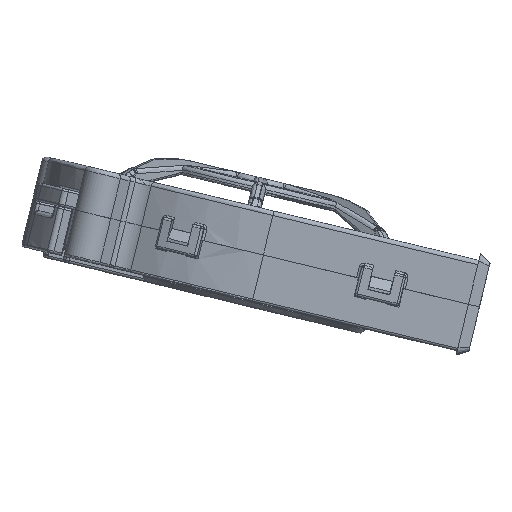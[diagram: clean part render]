
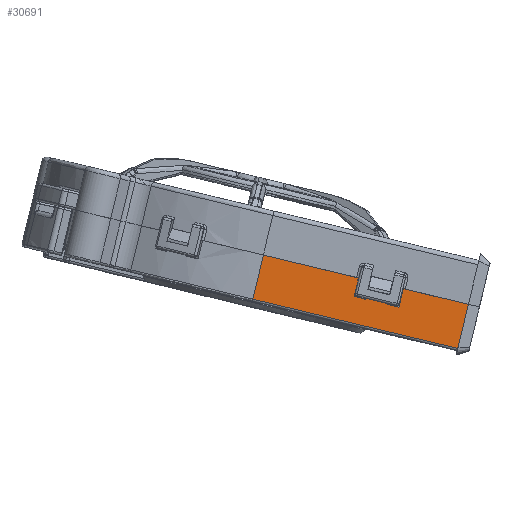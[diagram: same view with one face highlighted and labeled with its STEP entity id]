
A CAD part, front view. The second image highlights one B-rep face of the part: STEP entity #30691.
In plain terms, the highlighted planar face has unit normal (0, -1, 0.001).
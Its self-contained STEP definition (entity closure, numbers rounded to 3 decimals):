
#197 = EDGE_CURVE ( 'NONE', #7669, #55644, #44464, .T. ) ;
#468 = CARTESIAN_POINT ( 'NONE',  ( 1352.523, -383.734, 77.044 ) ) ;
#578 = CARTESIAN_POINT ( 'NONE',  ( 1331.716, -383.722, 82.93 ) ) ;
#1279 = EDGE_CURVE ( 'NONE', #6080, #19500, #5958, .T. ) ;
#1473 = CARTESIAN_POINT ( 'NONE',  ( 1372.984, -383.738, 76.451 ) ) ;
#2601 = CARTESIAN_POINT ( 'NONE',  ( 1346.5, -383.725, 82.809 ) ) ;
#2710 = CARTESIAN_POINT ( 'NONE',  ( 1360.341, -383.734, 77.481 ) ) ;
#3614 = CARTESIAN_POINT ( 'NONE',  ( 1330.16, -383.729, 76.447 ) ) ;
#3876 = ORIENTED_EDGE ( 'NONE', *, *, #30413, .F. ) ;
#4263 = CARTESIAN_POINT ( 'NONE',  ( 1360.341, -383.734, 77.481 ) ) ;
#4711 = EDGE_CURVE ( 'NONE', #7669, #48588, #55782, .T. ) ;
#4811 = ORIENTED_EDGE ( 'NONE', *, *, #18160, .F. ) ;
#5785 = VERTEX_POINT ( 'NONE', #24501 ) ;
#5958 = B_SPLINE_CURVE_WITH_KNOTS ( 'NONE', 3,
 ( #39826, #54599, #12388, #53997 ),
 .UNSPECIFIED., .F., .F.,
 ( 4, 4 ),
 ( 0., 1. ),
 .UNSPECIFIED. ) ;
#6080 = VERTEX_POINT ( 'NONE', #468 ) ;
#6562 = AXIS2_PLACEMENT_3D ( 'NONE', #30618, #34483, #25308 ) ;
#6717 = CARTESIAN_POINT ( 'NONE',  ( 1332.494, -383.718, 86.171 ) ) ;
#7669 = VERTEX_POINT ( 'NONE', #40180 ) ;
#8959 = CARTESIAN_POINT ( 'NONE',  ( 1376.986, -383.744, 72.061 ) ) ;
#9853 = CARTESIAN_POINT ( 'NONE',  ( 1359.816, -383.737, 75.293 ) ) ;
#10189 = CARTESIAN_POINT ( 'NONE',  ( 1332.494, -383.718, 86.171 ) ) ;
#10653 = CARTESIAN_POINT ( 'NONE',  ( 1360.691, -383.738, 75.083 ) ) ;
#11287 = CARTESIAN_POINT ( 'NONE',  ( 1363.422, -383.734, 78.746 ) ) ;
#12388 = CARTESIAN_POINT ( 'NONE',  ( 1354.273, -383.734, 76.623 ) ) ;
#13267 = VERTEX_POINT ( 'NONE', #47333 ) ;
#13527 = VERTEX_POINT ( 'NONE', #21430 ) ;
#13999 = CARTESIAN_POINT ( 'NONE',  ( 1363.095, -383.735, 77.385 ) ) ;
#14304 = ORIENTED_EDGE ( 'NONE', *, *, #18761, .F. ) ;
#14858 = CARTESIAN_POINT ( 'NONE',  ( 1352.85, -383.732, 78.405 ) ) ;
#15048 = VERTEX_POINT ( 'NONE', #34884 ) ;
#16503 = EDGE_CURVE ( 'NONE', #13267, #48588, #55696, .T. ) ;
#17384 = CARTESIAN_POINT ( 'NONE',  ( 1355.674, -383.732, 78.601 ) ) ;
#17397 = CARTESIAN_POINT ( 'NONE',  ( 1357.229, -383.733, 78.228 ) ) ;
#18160 = EDGE_CURVE ( 'NONE', #5785, #48905, #30662, .T. ) ;
#18163 = CARTESIAN_POINT ( 'NONE',  ( 1353.177, -383.73, 79.766 ) ) ;
#18761 = EDGE_CURVE ( 'NONE', #56879, #15048, #26775, .T. ) ;
#19440 = ORIENTED_EDGE ( 'NONE', *, *, #1279, .F. ) ;
#19500 = VERTEX_POINT ( 'NONE', #52893 ) ;
#19526 = CARTESIAN_POINT ( 'NONE',  ( 1362.441, -383.738, 74.662 ) ) ;
#20315 = CARTESIAN_POINT ( 'NONE',  ( 1377.765, -383.74, 75.303 ) ) ;
#20386 = PLANE ( 'NONE',  #6562 ) ;
#21248 = CARTESIAN_POINT ( 'NONE',  ( 1355.498, -383.733, 77.872 ) ) ;
#21430 = CARTESIAN_POINT ( 'NONE',  ( 1377.765, -383.74, 75.303 ) ) ;
#22584 = ORIENTED_EDGE ( 'NONE', *, *, #29679, .F. ) ;
#22596 = B_SPLINE_CURVE_WITH_KNOTS ( 'NONE', 3,
 ( #46276, #18163, #14858, #33081 ),
 .UNSPECIFIED., .F., .F.,
 ( 4, 4 ),
 ( 0., 1. ),
 .UNSPECIFIED. ) ;
#22902 = CARTESIAN_POINT ( 'NONE',  ( 1375.43, -383.752, 65.578 ) ) ;
#24049 = CARTESIAN_POINT ( 'NONE',  ( 1362.768, -383.737, 76.024 ) ) ;
#24501 = CARTESIAN_POINT ( 'NONE',  ( 1360.341, -383.734, 77.481 ) ) ;
#24650 = CARTESIAN_POINT ( 'NONE',  ( 1368.203, -383.736, 77.599 ) ) ;
#25308 = DIRECTION ( 'NONE',  ( -0.972, 0., 0.233 ) ) ;
#25972 = CARTESIAN_POINT ( 'NONE',  ( 1353.503, -383.728, 81.128 ) ) ;
#25977 = VERTEX_POINT ( 'NONE', #37127 ) ;
#26397 = CARTESIAN_POINT ( 'NONE',  ( 1355.148, -383.735, 76.413 ) ) ;
#26500 = CARTESIAN_POINT ( 'NONE',  ( 1375.43, -383.752, 65.578 ) ) ;
#26649 = ORIENTED_EDGE ( 'NONE', *, *, #55154, .F. ) ;
#26775 = B_SPLINE_CURVE_WITH_KNOTS ( 'NONE', 3,
 ( #19526, #24049, #13999, #33439 ),
 .UNSPECIFIED., .F., .F.,
 ( 4, 4 ),
 ( 0., 1. ),
 .UNSPECIFIED. ) ;
#27831 = CARTESIAN_POINT ( 'NONE',  ( 1377.765, -383.74, 75.303 ) ) ;
#29148 = EDGE_LOOP ( 'NONE', ( #3876, #19440, #42783, #47041, #48813, #55474, #26649, #30678, #14304, #22584, #4811, #58229 ) ) ;
#29679 = EDGE_CURVE ( 'NONE', #48905, #56879, #32013, .T. ) ;
#30358 = CARTESIAN_POINT ( 'NONE',  ( 1359.991, -383.736, 76.022 ) ) ;
#30413 = EDGE_CURVE ( 'NONE', #19500, #25977, #53977, .T. ) ;
#30618 = CARTESIAN_POINT ( 'NONE',  ( 1376.289, -383.753, 65.167 ) ) ;
#30662 = B_SPLINE_CURVE_WITH_KNOTS ( 'NONE', 3,
 ( #2710, #45369, #30358, #39781 ),
 .UNSPECIFIED., .F., .F.,
 ( 4, 4 ),
 ( 0., 1. ),
 .UNSPECIFIED. ) ;
#30678 = ORIENTED_EDGE ( 'NONE', *, *, #37834, .F. ) ;
#30691 = ADVANCED_FACE ( 'NONE', ( #37950 ), #20386, .F. ) ;
#31853 = B_SPLINE_CURVE_WITH_KNOTS ( 'NONE', 3,
 ( #11287, #24650, #1473, #20315 ),
 .UNSPECIFIED., .F., .F.,
 ( 4, 4 ),
 ( 0., 1. ),
 .UNSPECIFIED. ) ;
#32013 = B_SPLINE_CURVE_WITH_KNOTS ( 'NONE', 3,
 ( #9853, #10653, #57412, #57624 ),
 .UNSPECIFIED., .F., .F.,
 ( 4, 4 ),
 ( 0., 1. ),
 .UNSPECIFIED. ) ;
#33081 = CARTESIAN_POINT ( 'NONE',  ( 1352.523, -383.734, 77.044 ) ) ;
#33439 = CARTESIAN_POINT ( 'NONE',  ( 1363.422, -383.734, 78.746 ) ) ;
#34483 = DIRECTION ( 'NONE',  ( 0., 1., -0.001 ) ) ;
#34884 = CARTESIAN_POINT ( 'NONE',  ( 1363.422, -383.734, 78.746 ) ) ;
#35811 = B_SPLINE_CURVE_WITH_KNOTS ( 'NONE', 3,
 ( #27831, #8959, #55532, #22902 ),
 .UNSPECIFIED., .F., .F.,
 ( 4, 4 ),
 ( 0., 1. ),
 .UNSPECIFIED. ) ;
#36502 = CARTESIAN_POINT ( 'NONE',  ( 1330.16, -383.729, 76.447 ) ) ;
#36801 = CARTESIAN_POINT ( 'NONE',  ( 1358.785, -383.734, 77.854 ) ) ;
#36922 = CARTESIAN_POINT ( 'NONE',  ( 1362.441, -383.738, 74.662 ) ) ;
#37127 = CARTESIAN_POINT ( 'NONE',  ( 1355.674, -383.732, 78.601 ) ) ;
#37834 = EDGE_CURVE ( 'NONE', #15048, #13527, #31853, .T. ) ;
#37950 = FACE_OUTER_BOUND ( 'NONE', #29148, .T. ) ;
#39781 = CARTESIAN_POINT ( 'NONE',  ( 1359.816, -383.737, 75.293 ) ) ;
#39826 = CARTESIAN_POINT ( 'NONE',  ( 1352.523, -383.734, 77.044 ) ) ;
#40180 = CARTESIAN_POINT ( 'NONE',  ( 1332.494, -383.718, 86.171 ) ) ;
#41835 = CARTESIAN_POINT ( 'NONE',  ( 1360.34, -383.745, 69.201 ) ) ;
#42380 = CARTESIAN_POINT ( 'NONE',  ( 1330.16, -383.729, 76.447 ) ) ;
#42425 = CARTESIAN_POINT ( 'NONE',  ( 1359.816, -383.737, 75.293 ) ) ;
#42783 = ORIENTED_EDGE ( 'NONE', *, *, #50232, .F. ) ;
#44464 = B_SPLINE_CURVE_WITH_KNOTS ( 'NONE', 3,
 ( #6717, #49170, #2601, #25972 ),
 .UNSPECIFIED., .F., .F.,
 ( 4, 4 ),
 ( 0., 1. ),
 .UNSPECIFIED. ) ;
#45369 = CARTESIAN_POINT ( 'NONE',  ( 1360.166, -383.735, 76.751 ) ) ;
#46276 = CARTESIAN_POINT ( 'NONE',  ( 1353.503, -383.728, 81.128 ) ) ;
#47041 = ORIENTED_EDGE ( 'NONE', *, *, #197, .F. ) ;
#47333 = CARTESIAN_POINT ( 'NONE',  ( 1375.43, -383.752, 65.578 ) ) ;
#48588 = VERTEX_POINT ( 'NONE', #3614 ) ;
#48813 = ORIENTED_EDGE ( 'NONE', *, *, #4711, .T. ) ;
#48905 = VERTEX_POINT ( 'NONE', #42425 ) ;
#49170 = CARTESIAN_POINT ( 'NONE',  ( 1339.497, -383.722, 84.49 ) ) ;
#49380 = CARTESIAN_POINT ( 'NONE',  ( 1355.323, -383.734, 77.143 ) ) ;
#50209 = CARTESIAN_POINT ( 'NONE',  ( 1355.674, -383.732, 78.601 ) ) ;
#50232 = EDGE_CURVE ( 'NONE', #55644, #6080, #22596, .T. ) ;
#51339 = B_SPLINE_CURVE_WITH_KNOTS ( 'NONE', 3,
 ( #50209, #17397, #36801, #4263 ),
 .UNSPECIFIED., .F., .F.,
 ( 4, 4 ),
 ( 0., 1. ),
 .UNSPECIFIED. ) ;
#52893 = CARTESIAN_POINT ( 'NONE',  ( 1355.148, -383.735, 76.413 ) ) ;
#53977 = B_SPLINE_CURVE_WITH_KNOTS ( 'NONE', 3,
 ( #26397, #49380, #21248, #17384 ),
 .UNSPECIFIED., .F., .F.,
 ( 4, 4 ),
 ( 0., 1. ),
 .UNSPECIFIED. ) ;
#53997 = CARTESIAN_POINT ( 'NONE',  ( 1355.148, -383.735, 76.413 ) ) ;
#54599 = CARTESIAN_POINT ( 'NONE',  ( 1353.398, -383.734, 76.833 ) ) ;
#55154 = EDGE_CURVE ( 'NONE', #13527, #13267, #35811, .T. ) ;
#55474 = ORIENTED_EDGE ( 'NONE', *, *, #16503, .F. ) ;
#55532 = CARTESIAN_POINT ( 'NONE',  ( 1376.208, -383.748, 68.82 ) ) ;
#55644 = VERTEX_POINT ( 'NONE', #58491 ) ;
#55696 = B_SPLINE_CURVE_WITH_KNOTS ( 'NONE', 3,
 ( #26500, #41835, #55799, #36502 ),
 .UNSPECIFIED., .F., .F.,
 ( 4, 4 ),
 ( 0., 1. ),
 .UNSPECIFIED. ) ;
#55782 = B_SPLINE_CURVE_WITH_KNOTS ( 'NONE', 3,
 ( #10189, #578, #56928, #42380 ),
 .UNSPECIFIED., .F., .F.,
 ( 4, 4 ),
 ( 0., 1. ),
 .UNSPECIFIED. ) ;
#55799 = CARTESIAN_POINT ( 'NONE',  ( 1345.25, -383.738, 72.824 ) ) ;
#56879 = VERTEX_POINT ( 'NONE', #36922 ) ;
#56928 = CARTESIAN_POINT ( 'NONE',  ( 1330.938, -383.726, 79.689 ) ) ;
#57412 = CARTESIAN_POINT ( 'NONE',  ( 1361.566, -383.738, 74.873 ) ) ;
#57624 = CARTESIAN_POINT ( 'NONE',  ( 1362.441, -383.738, 74.662 ) ) ;
#58229 = ORIENTED_EDGE ( 'NONE', *, *, #60473, .F. ) ;
#58491 = CARTESIAN_POINT ( 'NONE',  ( 1353.503, -383.728, 81.128 ) ) ;
#60473 = EDGE_CURVE ( 'NONE', #25977, #5785, #51339, .T. ) ;
